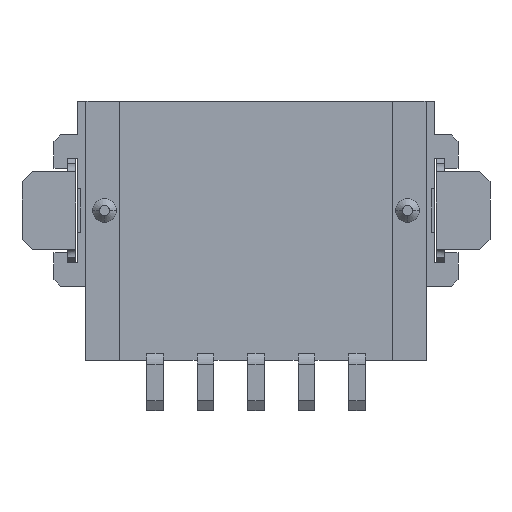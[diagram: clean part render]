
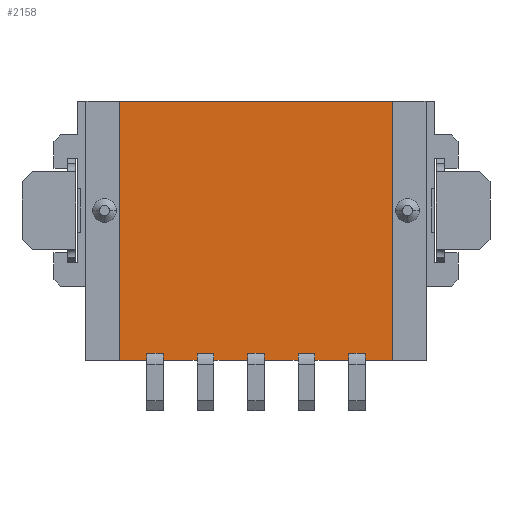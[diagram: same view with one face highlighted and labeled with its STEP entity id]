
A CAD part, front view. The second image highlights one B-rep face of the part: STEP entity #2158.
In plain terms, the highlighted planar face has unit normal (0, -1, 0).
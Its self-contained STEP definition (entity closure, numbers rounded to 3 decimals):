
#456=CARTESIAN_POINT('',(-3.25,-2.45,-7.7));
#457=VERTEX_POINT('',#456);
#458=CARTESIAN_POINT('',(-4.05,-2.45,-7.7));
#459=VERTEX_POINT('',#458);
#460=CARTESIAN_POINT('',(-3.25,-2.45,-7.7));
#461=DIRECTION('',(-1.,0.,0.));
#462=VECTOR('',#461,0.8);
#463=LINE('',#460,#462);
#464=EDGE_CURVE('',#457,#459,#463,.T.);
#581=CARTESIAN_POINT('',(-4.05,-2.45,0.));
#582=VERTEX_POINT('',#581);
#583=CARTESIAN_POINT('',(-4.05,-2.45,-7.7));
#584=DIRECTION('',(0.,0.,1.));
#585=VECTOR('',#584,7.7);
#586=LINE('',#583,#585);
#587=EDGE_CURVE('',#459,#582,#586,.T.);
#1552=CARTESIAN_POINT('',(4.05,-2.45,0.));
#1553=VERTEX_POINT('',#1552);
#1554=CARTESIAN_POINT('',(-4.05,-2.45,0.));
#1555=DIRECTION('',(1.,0.,0.));
#1556=VECTOR('',#1555,8.1);
#1557=LINE('',#1554,#1556);
#1558=EDGE_CURVE('',#582,#1553,#1557,.T.);
#1902=CARTESIAN_POINT('',(0.,-2.45,-3.85));
#1903=DIRECTION('',(1.,0.,0.));
#1904=DIRECTION('',(0.,-1.,0.));
#1905=AXIS2_PLACEMENT_3D('',#1902,#1904,#1903);
#1906=PLANE('',#1905);
#1907=CARTESIAN_POINT('',(1.75,-2.45,-7.495));
#1908=VERTEX_POINT('',#1907);
#1909=CARTESIAN_POINT('',(1.75,-2.45,-7.601));
#1910=VERTEX_POINT('',#1909);
#1911=CARTESIAN_POINT('',(1.75,-2.45,-7.495));
#1912=DIRECTION('',(0.,0.,-1.));
#1913=VECTOR('',#1912,0.106);
#1914=LINE('',#1911,#1913);
#1915=EDGE_CURVE('',#1908,#1910,#1914,.T.);
#1916=ORIENTED_EDGE('',*,*,#1915,.T.);
#1917=CARTESIAN_POINT('',(1.75,-2.45,-7.7));
#1918=VERTEX_POINT('',#1917);
#1919=CARTESIAN_POINT('',(1.75,-2.45,-7.601));
#1920=DIRECTION('',(0.,0.,-1.));
#1921=VECTOR('',#1920,0.099);
#1922=LINE('',#1919,#1921);
#1923=EDGE_CURVE('',#1910,#1918,#1922,.T.);
#1924=ORIENTED_EDGE('',*,*,#1923,.T.);
#1925=CARTESIAN_POINT('',(2.75,-2.45,-7.7));
#1926=VERTEX_POINT('',#1925);
#1927=CARTESIAN_POINT('',(1.75,-2.45,-7.7));
#1928=DIRECTION('',(1.,0.,0.));
#1929=VECTOR('',#1928,1.);
#1930=LINE('',#1927,#1929);
#1931=EDGE_CURVE('',#1918,#1926,#1930,.T.);
#1932=ORIENTED_EDGE('',*,*,#1931,.T.);
#1933=CARTESIAN_POINT('',(2.75,-2.45,-7.601));
#1934=VERTEX_POINT('',#1933);
#1935=CARTESIAN_POINT('',(2.75,-2.45,-7.7));
#1936=DIRECTION('',(0.,0.,1.));
#1937=VECTOR('',#1936,0.099);
#1938=LINE('',#1935,#1937);
#1939=EDGE_CURVE('',#1926,#1934,#1938,.T.);
#1940=ORIENTED_EDGE('',*,*,#1939,.T.);
#1941=CARTESIAN_POINT('',(2.75,-2.45,-7.495));
#1942=VERTEX_POINT('',#1941);
#1943=CARTESIAN_POINT('',(2.75,-2.45,-7.601));
#1944=DIRECTION('',(0.,0.,1.));
#1945=VECTOR('',#1944,0.106);
#1946=LINE('',#1943,#1945);
#1947=EDGE_CURVE('',#1934,#1942,#1946,.T.);
#1948=ORIENTED_EDGE('',*,*,#1947,.T.);
#1949=CARTESIAN_POINT('',(3.25,-2.45,-7.495));
#1950=VERTEX_POINT('',#1949);
#1951=CARTESIAN_POINT('',(2.75,-2.45,-7.495));
#1952=DIRECTION('',(1.,0.,0.));
#1953=VECTOR('',#1952,0.5);
#1954=LINE('',#1951,#1953);
#1955=EDGE_CURVE('',#1942,#1950,#1954,.T.);
#1956=ORIENTED_EDGE('',*,*,#1955,.T.);
#1957=CARTESIAN_POINT('',(3.25,-2.45,-7.601));
#1958=VERTEX_POINT('',#1957);
#1959=CARTESIAN_POINT('',(3.25,-2.45,-7.495));
#1960=DIRECTION('',(0.,0.,-1.));
#1961=VECTOR('',#1960,0.106);
#1962=LINE('',#1959,#1961);
#1963=EDGE_CURVE('',#1950,#1958,#1962,.T.);
#1964=ORIENTED_EDGE('',*,*,#1963,.T.);
#1965=CARTESIAN_POINT('',(3.25,-2.45,-7.7));
#1966=VERTEX_POINT('',#1965);
#1967=CARTESIAN_POINT('',(3.25,-2.45,-7.601));
#1968=DIRECTION('',(0.,0.,-1.));
#1969=VECTOR('',#1968,0.099);
#1970=LINE('',#1967,#1969);
#1971=EDGE_CURVE('',#1958,#1966,#1970,.T.);
#1972=ORIENTED_EDGE('',*,*,#1971,.T.);
#1973=CARTESIAN_POINT('',(4.05,-2.45,-7.7));
#1974=VERTEX_POINT('',#1973);
#1975=CARTESIAN_POINT('',(3.25,-2.45,-7.7));
#1976=DIRECTION('',(1.,0.,0.));
#1977=VECTOR('',#1976,0.8);
#1978=LINE('',#1975,#1977);
#1979=EDGE_CURVE('',#1966,#1974,#1978,.T.);
#1980=ORIENTED_EDGE('',*,*,#1979,.T.);
#1981=CARTESIAN_POINT('',(4.05,-2.45,-7.7));
#1982=DIRECTION('',(0.,0.,1.));
#1983=VECTOR('',#1982,7.7);
#1984=LINE('',#1981,#1983);
#1985=EDGE_CURVE('',#1974,#1553,#1984,.T.);
#1986=ORIENTED_EDGE('',*,*,#1985,.T.);
#1987=ORIENTED_EDGE('',*,*,#1558,.F.);
#1988=ORIENTED_EDGE('',*,*,#587,.F.);
#1989=ORIENTED_EDGE('',*,*,#464,.F.);
#1990=CARTESIAN_POINT('',(-3.25,-2.45,-7.601));
#1991=VERTEX_POINT('',#1990);
#1992=CARTESIAN_POINT('',(-3.25,-2.45,-7.601));
#1993=DIRECTION('',(0.,0.,-1.));
#1994=VECTOR('',#1993,0.099);
#1995=LINE('',#1992,#1994);
#1996=EDGE_CURVE('',#1991,#457,#1995,.T.);
#1997=ORIENTED_EDGE('',*,*,#1996,.F.);
#1998=CARTESIAN_POINT('',(-3.25,-2.45,-7.495));
#1999=VERTEX_POINT('',#1998);
#2000=CARTESIAN_POINT('',(-3.25,-2.45,-7.495));
#2001=DIRECTION('',(0.,0.,-1.));
#2002=VECTOR('',#2001,0.106);
#2003=LINE('',#2000,#2002);
#2004=EDGE_CURVE('',#1999,#1991,#2003,.T.);
#2005=ORIENTED_EDGE('',*,*,#2004,.F.);
#2006=CARTESIAN_POINT('',(-2.75,-2.45,-7.495));
#2007=VERTEX_POINT('',#2006);
#2008=CARTESIAN_POINT('',(-3.25,-2.45,-7.495));
#2009=DIRECTION('',(1.,0.,0.));
#2010=VECTOR('',#2009,0.5);
#2011=LINE('',#2008,#2010);
#2012=EDGE_CURVE('',#1999,#2007,#2011,.T.);
#2013=ORIENTED_EDGE('',*,*,#2012,.T.);
#2014=CARTESIAN_POINT('',(-2.75,-2.45,-7.601));
#2015=VERTEX_POINT('',#2014);
#2016=CARTESIAN_POINT('',(-2.75,-2.45,-7.495));
#2017=DIRECTION('',(0.,0.,-1.));
#2018=VECTOR('',#2017,0.106);
#2019=LINE('',#2016,#2018);
#2020=EDGE_CURVE('',#2007,#2015,#2019,.T.);
#2021=ORIENTED_EDGE('',*,*,#2020,.T.);
#2022=CARTESIAN_POINT('',(-2.75,-2.45,-7.7));
#2023=VERTEX_POINT('',#2022);
#2024=CARTESIAN_POINT('',(-2.75,-2.45,-7.601));
#2025=DIRECTION('',(0.,0.,-1.));
#2026=VECTOR('',#2025,0.099);
#2027=LINE('',#2024,#2026);
#2028=EDGE_CURVE('',#2015,#2023,#2027,.T.);
#2029=ORIENTED_EDGE('',*,*,#2028,.T.);
#2030=CARTESIAN_POINT('',(-1.75,-2.45,-7.7));
#2031=VERTEX_POINT('',#2030);
#2032=CARTESIAN_POINT('',(-2.75,-2.45,-7.7));
#2033=DIRECTION('',(1.,0.,0.));
#2034=VECTOR('',#2033,1.);
#2035=LINE('',#2032,#2034);
#2036=EDGE_CURVE('',#2023,#2031,#2035,.T.);
#2037=ORIENTED_EDGE('',*,*,#2036,.T.);
#2038=CARTESIAN_POINT('',(-1.75,-2.45,-7.601));
#2039=VERTEX_POINT('',#2038);
#2040=CARTESIAN_POINT('',(-1.75,-2.45,-7.7));
#2041=DIRECTION('',(0.,0.,1.));
#2042=VECTOR('',#2041,0.099);
#2043=LINE('',#2040,#2042);
#2044=EDGE_CURVE('',#2031,#2039,#2043,.T.);
#2045=ORIENTED_EDGE('',*,*,#2044,.T.);
#2046=CARTESIAN_POINT('',(-1.75,-2.45,-7.495));
#2047=VERTEX_POINT('',#2046);
#2048=CARTESIAN_POINT('',(-1.75,-2.45,-7.601));
#2049=DIRECTION('',(0.,0.,1.));
#2050=VECTOR('',#2049,0.106);
#2051=LINE('',#2048,#2050);
#2052=EDGE_CURVE('',#2039,#2047,#2051,.T.);
#2053=ORIENTED_EDGE('',*,*,#2052,.T.);
#2054=CARTESIAN_POINT('',(-1.25,-2.45,-7.495));
#2055=VERTEX_POINT('',#2054);
#2056=CARTESIAN_POINT('',(-1.75,-2.45,-7.495));
#2057=DIRECTION('',(1.,0.,0.));
#2058=VECTOR('',#2057,0.5);
#2059=LINE('',#2056,#2058);
#2060=EDGE_CURVE('',#2047,#2055,#2059,.T.);
#2061=ORIENTED_EDGE('',*,*,#2060,.T.);
#2062=CARTESIAN_POINT('',(-1.25,-2.45,-7.601));
#2063=VERTEX_POINT('',#2062);
#2064=CARTESIAN_POINT('',(-1.25,-2.45,-7.495));
#2065=DIRECTION('',(0.,0.,-1.));
#2066=VECTOR('',#2065,0.106);
#2067=LINE('',#2064,#2066);
#2068=EDGE_CURVE('',#2055,#2063,#2067,.T.);
#2069=ORIENTED_EDGE('',*,*,#2068,.T.);
#2070=CARTESIAN_POINT('',(-1.25,-2.45,-7.7));
#2071=VERTEX_POINT('',#2070);
#2072=CARTESIAN_POINT('',(-1.25,-2.45,-7.601));
#2073=DIRECTION('',(0.,0.,-1.));
#2074=VECTOR('',#2073,0.099);
#2075=LINE('',#2072,#2074);
#2076=EDGE_CURVE('',#2063,#2071,#2075,.T.);
#2077=ORIENTED_EDGE('',*,*,#2076,.T.);
#2078=CARTESIAN_POINT('',(-0.25,-2.45,-7.7));
#2079=VERTEX_POINT('',#2078);
#2080=CARTESIAN_POINT('',(-1.25,-2.45,-7.7));
#2081=DIRECTION('',(1.,0.,0.));
#2082=VECTOR('',#2081,1.);
#2083=LINE('',#2080,#2082);
#2084=EDGE_CURVE('',#2071,#2079,#2083,.T.);
#2085=ORIENTED_EDGE('',*,*,#2084,.T.);
#2086=CARTESIAN_POINT('',(-0.25,-2.45,-7.601));
#2087=VERTEX_POINT('',#2086);
#2088=CARTESIAN_POINT('',(-0.25,-2.45,-7.7));
#2089=DIRECTION('',(0.,0.,1.));
#2090=VECTOR('',#2089,0.099);
#2091=LINE('',#2088,#2090);
#2092=EDGE_CURVE('',#2079,#2087,#2091,.T.);
#2093=ORIENTED_EDGE('',*,*,#2092,.T.);
#2094=CARTESIAN_POINT('',(-0.25,-2.45,-7.495));
#2095=VERTEX_POINT('',#2094);
#2096=CARTESIAN_POINT('',(-0.25,-2.45,-7.601));
#2097=DIRECTION('',(0.,0.,1.));
#2098=VECTOR('',#2097,0.106);
#2099=LINE('',#2096,#2098);
#2100=EDGE_CURVE('',#2087,#2095,#2099,.T.);
#2101=ORIENTED_EDGE('',*,*,#2100,.T.);
#2102=CARTESIAN_POINT('',(0.25,-2.45,-7.495));
#2103=VERTEX_POINT('',#2102);
#2104=CARTESIAN_POINT('',(-0.25,-2.45,-7.495));
#2105=DIRECTION('',(1.,0.,0.));
#2106=VECTOR('',#2105,0.5);
#2107=LINE('',#2104,#2106);
#2108=EDGE_CURVE('',#2095,#2103,#2107,.T.);
#2109=ORIENTED_EDGE('',*,*,#2108,.T.);
#2110=CARTESIAN_POINT('',(0.25,-2.45,-7.601));
#2111=VERTEX_POINT('',#2110);
#2112=CARTESIAN_POINT('',(0.25,-2.45,-7.495));
#2113=DIRECTION('',(0.,0.,-1.));
#2114=VECTOR('',#2113,0.106);
#2115=LINE('',#2112,#2114);
#2116=EDGE_CURVE('',#2103,#2111,#2115,.T.);
#2117=ORIENTED_EDGE('',*,*,#2116,.T.);
#2118=CARTESIAN_POINT('',(0.25,-2.45,-7.7));
#2119=VERTEX_POINT('',#2118);
#2120=CARTESIAN_POINT('',(0.25,-2.45,-7.601));
#2121=DIRECTION('',(0.,0.,-1.));
#2122=VECTOR('',#2121,0.099);
#2123=LINE('',#2120,#2122);
#2124=EDGE_CURVE('',#2111,#2119,#2123,.T.);
#2125=ORIENTED_EDGE('',*,*,#2124,.T.);
#2126=CARTESIAN_POINT('',(1.25,-2.45,-7.7));
#2127=VERTEX_POINT('',#2126);
#2128=CARTESIAN_POINT('',(0.25,-2.45,-7.7));
#2129=DIRECTION('',(1.,0.,0.));
#2130=VECTOR('',#2129,1.);
#2131=LINE('',#2128,#2130);
#2132=EDGE_CURVE('',#2119,#2127,#2131,.T.);
#2133=ORIENTED_EDGE('',*,*,#2132,.T.);
#2134=CARTESIAN_POINT('',(1.25,-2.45,-7.601));
#2135=VERTEX_POINT('',#2134);
#2136=CARTESIAN_POINT('',(1.25,-2.45,-7.7));
#2137=DIRECTION('',(0.,0.,1.));
#2138=VECTOR('',#2137,0.099);
#2139=LINE('',#2136,#2138);
#2140=EDGE_CURVE('',#2127,#2135,#2139,.T.);
#2141=ORIENTED_EDGE('',*,*,#2140,.T.);
#2142=CARTESIAN_POINT('',(1.25,-2.45,-7.495));
#2143=VERTEX_POINT('',#2142);
#2144=CARTESIAN_POINT('',(1.25,-2.45,-7.601));
#2145=DIRECTION('',(0.,0.,1.));
#2146=VECTOR('',#2145,0.106);
#2147=LINE('',#2144,#2146);
#2148=EDGE_CURVE('',#2135,#2143,#2147,.T.);
#2149=ORIENTED_EDGE('',*,*,#2148,.T.);
#2150=CARTESIAN_POINT('',(1.25,-2.45,-7.495));
#2151=DIRECTION('',(1.,0.,0.));
#2152=VECTOR('',#2151,0.5);
#2153=LINE('',#2150,#2152);
#2154=EDGE_CURVE('',#2143,#1908,#2153,.T.);
#2155=ORIENTED_EDGE('',*,*,#2154,.T.);
#2156=EDGE_LOOP('',(#1916,#1924,#1932,#1940,#1948,#1956,#1964,#1972,#1980,#1986,#1987,#1988,#1989,#1997,#2005,#2013,#2021,#2029,#2037,#2045,#2053,#2061,#2069,#2077,#2085,#2093,#2101,#2109,#2117,#2125,#2133,#2141,#2149,#2155));
#2157=FACE_OUTER_BOUND('',#2156,.T.);
#2158=ADVANCED_FACE('',(#2157),#1906,.T.);
